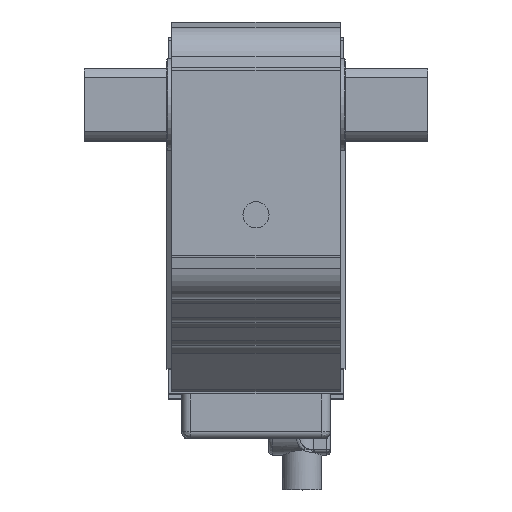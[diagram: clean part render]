
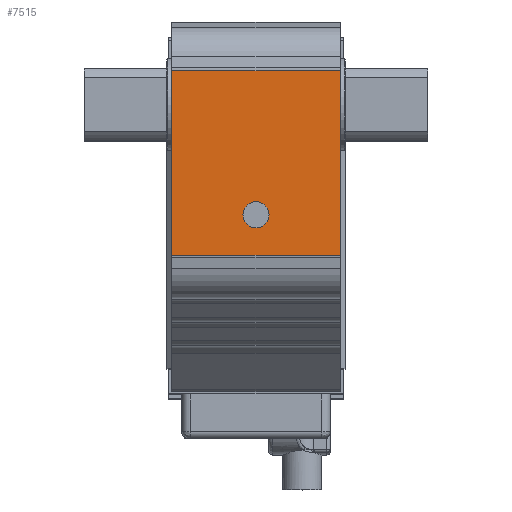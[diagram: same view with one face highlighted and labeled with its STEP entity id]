
A CAD part, top view. The second image highlights one B-rep face of the part: STEP entity #7515.
In plain terms, the highlighted planar face has unit normal (0, 0, 1).
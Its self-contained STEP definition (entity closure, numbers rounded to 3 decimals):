
#145=FACE_BOUND('',#1020,.T.);
#281=PLANE('',#8311);
#589=FACE_OUTER_BOUND('',#1019,.T.);
#1019=EDGE_LOOP('',(#6401,#6402,#6403,#6404));
#1020=EDGE_LOOP('',(#6405));
#1622=LINE('',#12420,#2279);
#1633=LINE('',#12459,#2290);
#1647=LINE('',#12496,#2304);
#1648=LINE('',#12498,#2305);
#2279=VECTOR('',#10047,10.);
#2290=VECTOR('',#10080,10.);
#2304=VECTOR('',#10128,10.);
#2305=VECTOR('',#10131,10.);
#2617=CIRCLE('',#7915,3.95);
#3213=VERTEX_POINT('',#11490);
#3512=VERTEX_POINT('',#12375);
#3533=VERTEX_POINT('',#12418);
#3549=VERTEX_POINT('',#12456);
#3550=VERTEX_POINT('',#12458);
#4055=EDGE_CURVE('',#3213,#3213,#2617,.T.);
#4506=EDGE_CURVE('',#3512,#3533,#1622,.T.);
#4525=EDGE_CURVE('',#3550,#3549,#1633,.T.);
#4543=EDGE_CURVE('',#3512,#3549,#1647,.T.);
#4544=EDGE_CURVE('',#3533,#3550,#1648,.T.);
#6401=ORIENTED_EDGE('',*,*,#4506,.T.);
#6402=ORIENTED_EDGE('',*,*,#4544,.T.);
#6403=ORIENTED_EDGE('',*,*,#4525,.T.);
#6404=ORIENTED_EDGE('',*,*,#4543,.F.);
#6405=ORIENTED_EDGE('',*,*,#4055,.T.);
#7515=ADVANCED_FACE('',(#589,#145),#281,.T.);
#7915=AXIS2_PLACEMENT_3D('',#11492,#9072,#9073);
#8311=AXIS2_PLACEMENT_3D('',#12499,#10132,#10133);
#9072=DIRECTION('center_axis',(0.,0.,-1.));
#9073=DIRECTION('ref_axis',(-1.,0.,0.));
#10047=DIRECTION('',(0.,1.,0.));
#10080=DIRECTION('',(0.,-1.,0.));
#10128=DIRECTION('',(-1.,0.,0.));
#10131=DIRECTION('',(-1.,0.,0.));
#10132=DIRECTION('center_axis',(0.,0.,1.));
#10133=DIRECTION('ref_axis',(0.,-1.,0.));
#11490=CARTESIAN_POINT('',(3.95,-33.5,58.5));
#11492=CARTESIAN_POINT('Origin',(0.,-33.5,58.5));
#12375=CARTESIAN_POINT('',(25.5,-45.689,58.5));
#12418=CARTESIAN_POINT('',(25.5,10.189,58.5));
#12420=CARTESIAN_POINT('',(25.5,5.095,58.5));
#12456=CARTESIAN_POINT('',(-25.5,-45.689,58.5));
#12458=CARTESIAN_POINT('',(-25.5,10.189,58.5));
#12459=CARTESIAN_POINT('',(-25.5,5.095,58.5));
#12496=CARTESIAN_POINT('',(0.,-45.689,58.5));
#12498=CARTESIAN_POINT('',(0.,10.189,58.5));
#12499=CARTESIAN_POINT('Origin',(0.,10.189,58.5));
